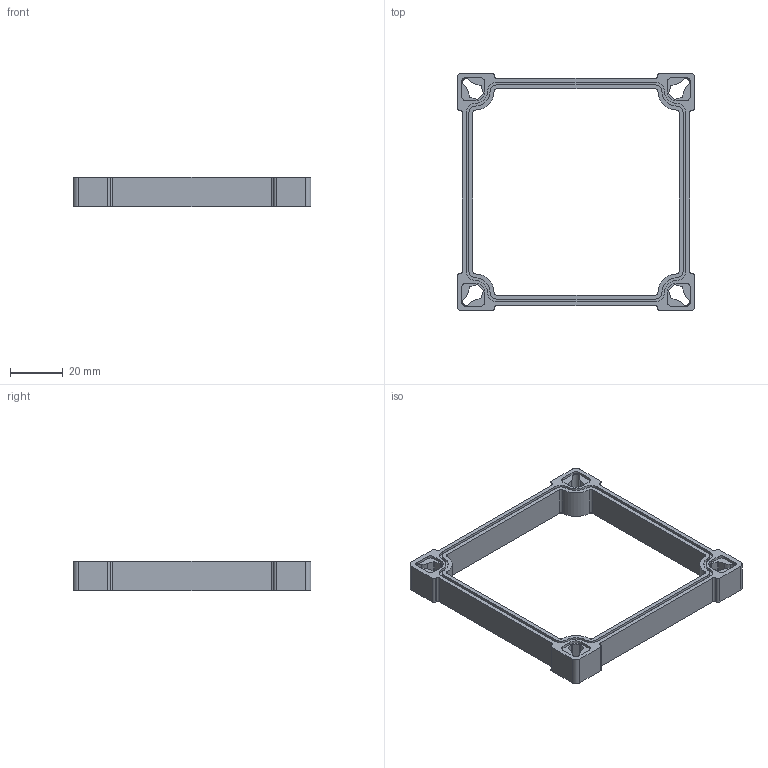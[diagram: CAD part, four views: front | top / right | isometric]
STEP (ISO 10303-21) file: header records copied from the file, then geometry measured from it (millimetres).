
FILE_DESCRIPTION(('FreeCAD Model'),'2;1');
FILE_NAME( 'cage90x11mm.step' ,'2018-03-07T23:53:45',('Author'),(''), 'Open CASCADE STEP processor 6.8','FreeCAD','Unknown');
FILE_SCHEMA(('AUTOMOTIVE_DESIGN_CC2 { 1 2 10303 214 -1 1 5 4 }'));
Length unit declared in the file: millimetre
Products named in the file (1): Cut004
Bounding box: 90 x 90 x 11 mm (x, y, z)
Volume: 16636.9 mm3; surface area: 12842.3 mm2
Topology: 1 solids, 1 shells, 246 faces, 696 edges, 464 vertices
Faces by surface type: cylinder 140, plane 106
Entity records: 17617 total; most frequent: CARTESIAN_POINT 3935, DIRECTION 2606, LINE 1448, VECTOR 1448, ORIENTED_EDGE 1392, PCURVE 1392, DEFINITIONAL_REPRESENTATION 1392, EDGE_CURVE 696
